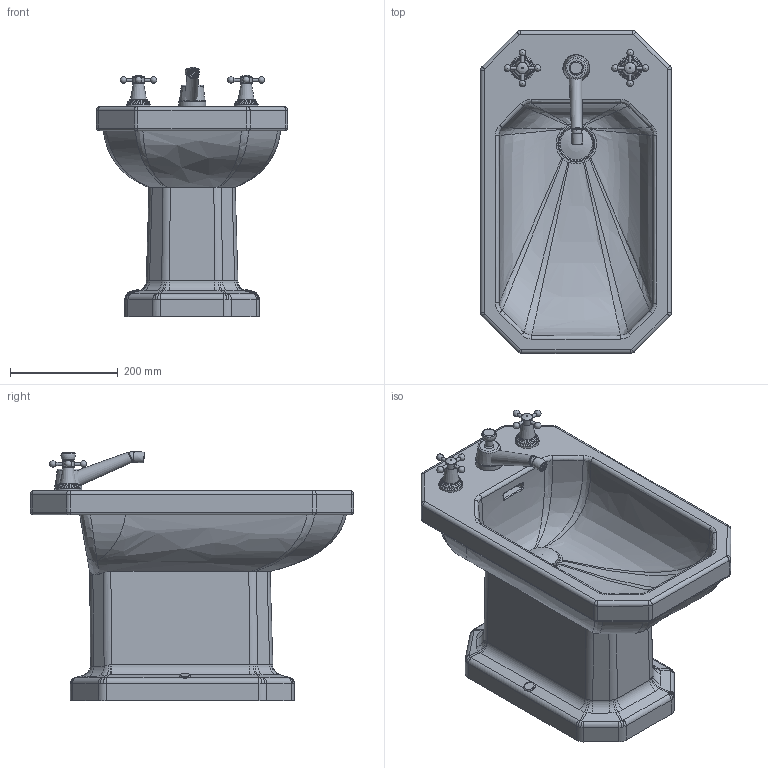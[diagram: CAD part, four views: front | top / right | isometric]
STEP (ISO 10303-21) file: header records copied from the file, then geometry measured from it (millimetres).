
FILE_DESCRIPTION((''),'2;1');
FILE_NAME('26710.stp','2008-01-03T11:07:07',('Huebner'),(''),'Autodesk Inventor 11','Autodesk Inventor 11','');
FILE_SCHEMA(('AUTOMOTIVE_DESIGN { 1 0 10303 214 1 1 1 1 }'));
Length unit declared in the file: millimetre
Products named in the file (11): 26710; Kelch; Stopfen; Baterie_Wasserhahn; Baterie_BIDET_1; Baterie_Mitte_1; Teil_2; Kugel; Neoperl_1; WC-Stopfen
Assembly tree (12 placements, depth 3):
  26710
    26710
    Kelch
    Stopfen
    Baterie_Wasserhahn  x2
    Baterie_BIDET_1
      Baterie_Mitte_1
      Teil_2
      Kugel
      Neoperl_1
    WC-Stopfen  x2
Bounding box: 355 x 600 x 462.93 mm (x, y, z)
Volume: 15434403.8 mm3; surface area: 1238537.2 mm2
Topology: 19 solids, 19 shells, 463 faces, 1048 edges, 634 vertices
Faces by surface type: bspline 141, plane 136, cylinder 134, torus 32, cone 10, sphere 10
Full cylindrical faces by diameter (mm): 1.14 x2, 1.196 x2, 1.218 x2, 1.27 x2, 1.297 x2, 1.311 x2, 1.347 x2, 1.379 x2, 6 x8, 14 x1, 15 x3, 18 x2, 20 x2, 22 x4, 25 x3, 33 x2, 42 x1, 44 x1, 50 x1, 52 x1, 60 x1, 75 x1
Entity records: 21162 total; most frequent: CARTESIAN_POINT 12192, DIRECTION 1775, ORIENTED_EDGE 1728, EDGE_CURVE 864, AXIS2_PLACEMENT_3D 750, VERTEX_POINT 563, EDGE_LOOP 539, FACE_OUTER_BOUND 422
